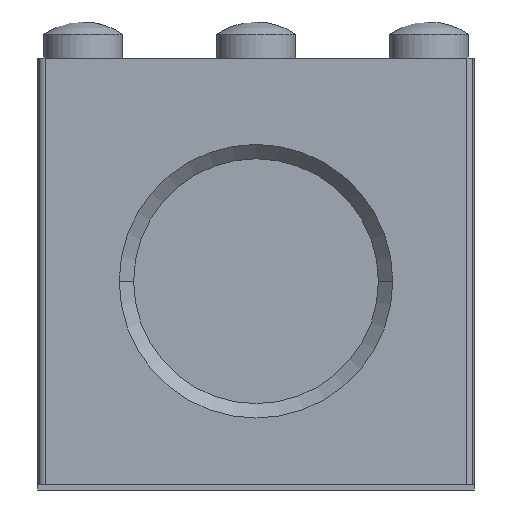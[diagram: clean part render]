
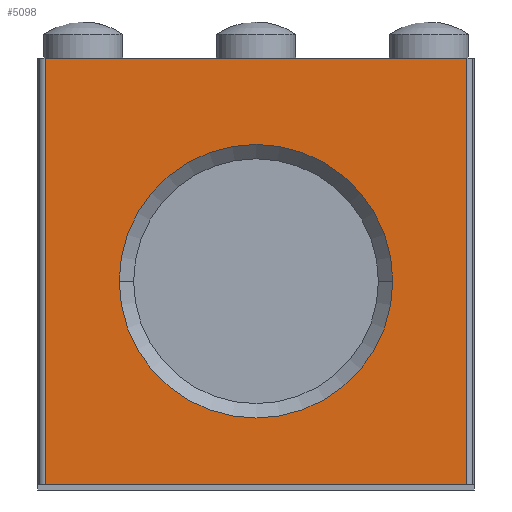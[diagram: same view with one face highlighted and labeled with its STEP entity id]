
A CAD part, front view. The second image highlights one B-rep face of the part: STEP entity #5098.
In plain terms, the highlighted planar face has unit normal (0, -1, 0).
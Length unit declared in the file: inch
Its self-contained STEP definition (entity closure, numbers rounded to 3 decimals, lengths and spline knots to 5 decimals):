
#198 = AXIS2_PLACEMENT_3D ( 'NONE', #5957, #3486, #1662 ) ;
#265 = DIRECTION ( 'NONE',  ( 0., 1., 0. ) ) ;
#273 = EDGE_CURVE ( 'NONE', #2182, #4711, #7847, .T. ) ;
#302 = CARTESIAN_POINT ( 'NONE',  ( 0., -2.14567, 0.57087 ) ) ;
#446 = VERTEX_POINT ( 'NONE', #2687 ) ;
#630 = ORIENTED_EDGE ( 'NONE', *, *, #1052, .T. ) ;
#636 = VECTOR ( 'NONE', #1113, 39.37008 ) ;
#719 = ORIENTED_EDGE ( 'NONE', *, *, #6050, .T. ) ;
#858 = DIRECTION ( 'NONE',  ( 0., 0., -1. ) ) ;
#898 = CARTESIAN_POINT ( 'NONE',  ( -0.47244, -2.14567, 1.1811 ) ) ;
#994 = AXIS2_PLACEMENT_3D ( 'NONE', #302, #265, #1095 ) ;
#1052 = EDGE_CURVE ( 'NONE', #5881, #2182, #2269, .T. ) ;
#1074 = VECTOR ( 'NONE', #1463, 39.37008 ) ;
#1086 = FACE_BOUND ( 'NONE', #2639, .T. ) ;
#1095 = DIRECTION ( 'NONE',  ( 1., 0., 0. ) ) ;
#1113 = DIRECTION ( 'NONE',  ( -1., 0., 0. ) ) ;
#1463 = DIRECTION ( 'NONE',  ( -1., 0., 0. ) ) ;
#1622 = CARTESIAN_POINT ( 'NONE',  ( 0.57677, -2.14567, 1.1811 ) ) ;
#1656 = CARTESIAN_POINT ( 'NONE',  ( -0.57677, -2.14567, 1.1811 ) ) ;
#1662 = DIRECTION ( 'NONE',  ( 1., 0., 0. ) ) ;
#1924 = CARTESIAN_POINT ( 'NONE',  ( 0.37402, -2.14567, 0.57087 ) ) ;
#2027 = DIRECTION ( 'NONE',  ( 0., -1., 0. ) ) ;
#2059 = CARTESIAN_POINT ( 'NONE',  ( 0.59646, -2.14567, 0. ) ) ;
#2119 = CARTESIAN_POINT ( 'NONE',  ( -0.57677, -2.14567, 0.01575 ) ) ;
#2182 = VERTEX_POINT ( 'NONE', #898 ) ;
#2269 = LINE ( 'NONE', #4822, #636 ) ;
#2292 = CIRCLE ( 'NONE', #994, 0.37402 ) ;
#2445 = ORIENTED_EDGE ( 'NONE', *, *, #5396, .F. ) ;
#2558 = ORIENTED_EDGE ( 'NONE', *, *, #3460, .T. ) ;
#2629 = EDGE_CURVE ( 'NONE', #4938, #7566, #5949, .T. ) ;
#2639 = EDGE_LOOP ( 'NONE', ( #6934, #2729 ) ) ;
#2687 = CARTESIAN_POINT ( 'NONE',  ( 0.57677, -2.14567, 0.01575 ) ) ;
#2704 = CARTESIAN_POINT ( 'NONE',  ( 0.47244, -2.14567, 1.1811 ) ) ;
#2729 = ORIENTED_EDGE ( 'NONE', *, *, #2930, .T. ) ;
#2930 = EDGE_CURVE ( 'NONE', #7566, #4938, #2292, .T. ) ;
#3119 = VECTOR ( 'NONE', #3454, 39.37008 ) ;
#3168 = VERTEX_POINT ( 'NONE', #4439 ) ;
#3285 = LINE ( 'NONE', #5898, #5774 ) ;
#3439 = DIRECTION ( 'NONE',  ( 0., 0., -1. ) ) ;
#3448 = ORIENTED_EDGE ( 'NONE', *, *, #273, .T. ) ;
#3454 = DIRECTION ( 'NONE',  ( -1., 0., 0. ) ) ;
#3460 = EDGE_CURVE ( 'NONE', #5121, #446, #3285, .T. ) ;
#3486 = DIRECTION ( 'NONE',  ( 0., 1., 0. ) ) ;
#3738 = LINE ( 'NONE', #1622, #3939 ) ;
#3826 = CARTESIAN_POINT ( 'NONE',  ( -0.57677, -2.14567, 0.01575 ) ) ;
#3939 = VECTOR ( 'NONE', #3439, 39.37008 ) ;
#4439 = CARTESIAN_POINT ( 'NONE',  ( 0.57677, -2.14567, 1.1811 ) ) ;
#4505 = PLANE ( 'NONE',  #5105 ) ;
#4530 = FACE_OUTER_BOUND ( 'NONE', #6541, .T. ) ;
#4711 = VERTEX_POINT ( 'NONE', #1656 ) ;
#4822 = CARTESIAN_POINT ( 'NONE',  ( 0.47244, -2.14567, 1.1811 ) ) ;
#4938 = VERTEX_POINT ( 'NONE', #1924 ) ;
#5035 = LINE ( 'NONE', #7085, #3119 ) ;
#5098 = ADVANCED_FACE ( 'NONE', ( #1086, #4530 ), #4505, .T. ) ;
#5105 = AXIS2_PLACEMENT_3D ( 'NONE', #2059, #2027, #858 ) ;
#5121 = VERTEX_POINT ( 'NONE', #3826 ) ;
#5146 = CARTESIAN_POINT ( 'NONE',  ( -0.47244, -2.14567, 1.1811 ) ) ;
#5296 = LINE ( 'NONE', #2119, #7850 ) ;
#5396 = EDGE_CURVE ( 'NONE', #3168, #446, #3738, .T. ) ;
#5774 = VECTOR ( 'NONE', #5972, 39.37008 ) ;
#5881 = VERTEX_POINT ( 'NONE', #2704 ) ;
#5898 = CARTESIAN_POINT ( 'NONE',  ( -0.57677, -2.14567, 0.01575 ) ) ;
#5949 = CIRCLE ( 'NONE', #198, 0.37402 ) ;
#5957 = CARTESIAN_POINT ( 'NONE',  ( 0., -2.14567, 0.57087 ) ) ;
#5972 = DIRECTION ( 'NONE',  ( 1., 0., 0. ) ) ;
#6050 = EDGE_CURVE ( 'NONE', #3168, #5881, #5035, .T. ) ;
#6353 = ORIENTED_EDGE ( 'NONE', *, *, #6525, .F. ) ;
#6440 = DIRECTION ( 'NONE',  ( 0., 0., 1. ) ) ;
#6525 = EDGE_CURVE ( 'NONE', #5121, #4711, #5296, .T. ) ;
#6541 = EDGE_LOOP ( 'NONE', ( #2558, #2445, #719, #630, #3448, #6353 ) ) ;
#6934 = ORIENTED_EDGE ( 'NONE', *, *, #2629, .T. ) ;
#7085 = CARTESIAN_POINT ( 'NONE',  ( 0.57677, -2.14567, 1.1811 ) ) ;
#7489 = CARTESIAN_POINT ( 'NONE',  ( -0.37402, -2.14567, 0.57087 ) ) ;
#7566 = VERTEX_POINT ( 'NONE', #7489 ) ;
#7847 = LINE ( 'NONE', #5146, #1074 ) ;
#7850 = VECTOR ( 'NONE', #6440, 39.37008 ) ;
